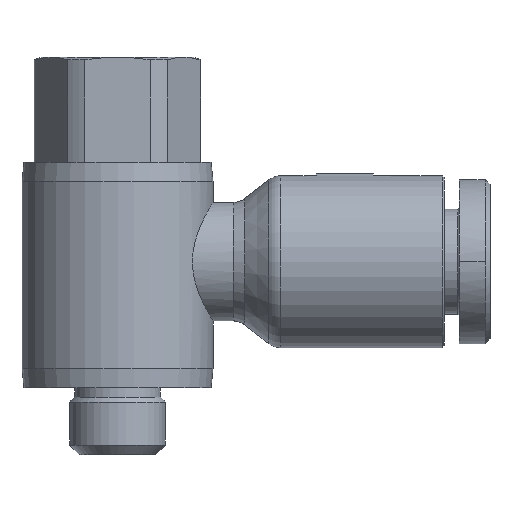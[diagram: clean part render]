
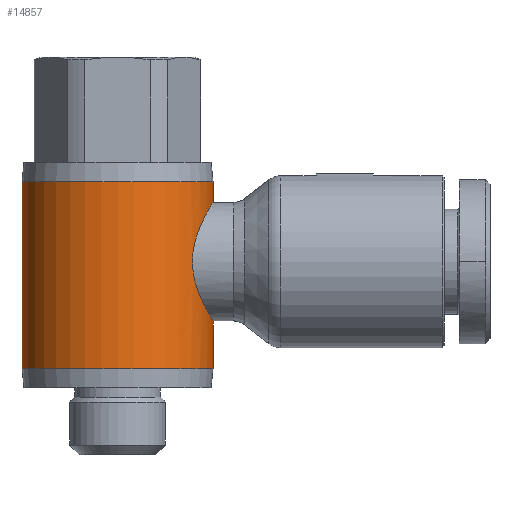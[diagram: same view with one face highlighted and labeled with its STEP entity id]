
A CAD part, front view. The second image highlights one B-rep face of the part: STEP entity #14857.
In plain terms, the highlighted cylindrical face has radius 5 mm (diameter 10 mm), a partial arc.
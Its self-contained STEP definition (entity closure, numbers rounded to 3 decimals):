
#259=CARTESIAN_POINT('',(-8.1,0.,3.1));
#260=VERTEX_POINT('',#259);
#276=CARTESIAN_POINT('',(-8.1,0.,-3.1));
#277=VERTEX_POINT('',#276);
#439=CARTESIAN_POINT('',(-8.1,0.,4.2));
#440=VERTEX_POINT('',#439);
#449=CARTESIAN_POINT('',(1.9,0.,4.2));
#450=VERTEX_POINT('',#449);
#483=CARTESIAN_POINT('',(-8.1,0.,-5.6));
#484=VERTEX_POINT('',#483);
#500=CARTESIAN_POINT('',(1.9,0.,-5.6));
#501=VERTEX_POINT('',#500);
#523=CARTESIAN_POINT('',(-8.1,0.,-5.6));
#524=DIRECTION('',(0.0,0.0,1.0));
#525=VECTOR('',#524,2.5);
#526=LINE('',#523,#525);
#527=EDGE_CURVE('',#484,#277,#526,.T.);
#530=CARTESIAN_POINT('',(1.9,0.,4.2));
#531=DIRECTION('',(0.0,0.0,-1.0));
#532=VECTOR('',#531,9.8);
#533=LINE('',#530,#532);
#534=EDGE_CURVE('',#450,#501,#533,.T.);
#537=CARTESIAN_POINT('',(-8.1,0.,3.1));
#538=DIRECTION('',(0.0,0.0,1.0));
#539=VECTOR('',#538,1.1);
#540=LINE('',#537,#539);
#541=EDGE_CURVE('',#260,#440,#540,.T.);
#14789=CARTESIAN_POINT('',(-3.1,0.,-0.7));
#14790=DIRECTION('',(0.,0.,1.0));
#14791=DIRECTION('',(-1.0,0.0,0.0));
#14792=AXIS2_PLACEMENT_3D('',#14789,#14790,#14791);
#14793=CYLINDRICAL_SURFACE('',#14792,5.);
#14794=ORIENTED_EDGE('',*,*,#527,.T.);
#14795=CARTESIAN_POINT('',(-7.023,3.1,0.));
#14796=VERTEX_POINT('',#14795);
#14797=CARTESIAN_POINT('',(-7.023,3.1,0.));
#14798=CARTESIAN_POINT('',(-7.023,3.1,-0.202));
#14799=CARTESIAN_POINT('',(-7.039,3.08,-0.408));
#14800=CARTESIAN_POINT('',(-7.101,2.999,-0.813));
#14801=CARTESIAN_POINT('',(-7.148,2.937,-1.013));
#14802=CARTESIAN_POINT('',(-7.259,2.778,-1.392));
#14803=CARTESIAN_POINT('',(-7.323,2.679,-1.572));
#14804=CARTESIAN_POINT('',(-7.458,2.454,-1.905));
#14805=CARTESIAN_POINT('',(-7.528,2.327,-2.057));
#14806=CARTESIAN_POINT('',(-7.659,2.058,-2.326));
#14807=CARTESIAN_POINT('',(-7.726,1.906,-2.453));
#14808=CARTESIAN_POINT('',(-7.849,1.573,-2.679));
#14809=CARTESIAN_POINT('',(-7.906,1.392,-2.777));
#14810=CARTESIAN_POINT('',(-8.,1.012,-2.937));
#14811=CARTESIAN_POINT('',(-8.038,0.812,-2.999));
#14812=CARTESIAN_POINT('',(-8.088,0.406,-3.08));
#14813=CARTESIAN_POINT('',(-8.1,0.201,-3.1));
#14814=CARTESIAN_POINT('',(-8.1,0.,-3.1));
#14815=B_SPLINE_CURVE_WITH_KNOTS('',3,(#14797,#14798,#14799,#14800,#14801,#14802,#14803,#14804,#14805,#14806,#14807,#14808,#14809,#14810,#14811,#14812,#14813,#14814),.UNSPECIFIED.,.F.,.U.,(4,2,2,2,2,2,2,2,4),(0.0,0.606,1.212,1.819,2.425,3.027,3.628,4.23,4.832),.UNSPECIFIED.);
#14816=EDGE_CURVE('',#14796,#277,#14815,.T.);
#14817=ORIENTED_EDGE('',*,*,#14816,.F.);
#14818=CARTESIAN_POINT('',(-8.1,0.,3.1));
#14819=CARTESIAN_POINT('',(-8.1,0.201,3.1));
#14820=CARTESIAN_POINT('',(-8.088,0.406,3.08));
#14821=CARTESIAN_POINT('',(-8.038,0.812,2.999));
#14822=CARTESIAN_POINT('',(-8.,1.012,2.937));
#14823=CARTESIAN_POINT('',(-7.906,1.392,2.777));
#14824=CARTESIAN_POINT('',(-7.849,1.573,2.679));
#14825=CARTESIAN_POINT('',(-7.726,1.906,2.453));
#14826=CARTESIAN_POINT('',(-7.659,2.058,2.326));
#14827=CARTESIAN_POINT('',(-7.528,2.327,2.057));
#14828=CARTESIAN_POINT('',(-7.458,2.454,1.905));
#14829=CARTESIAN_POINT('',(-7.323,2.679,1.572));
#14830=CARTESIAN_POINT('',(-7.259,2.778,1.392));
#14831=CARTESIAN_POINT('',(-7.148,2.937,1.013));
#14832=CARTESIAN_POINT('',(-7.101,2.999,0.813));
#14833=CARTESIAN_POINT('',(-7.039,3.08,0.408));
#14834=CARTESIAN_POINT('',(-7.023,3.1,0.202));
#14835=CARTESIAN_POINT('',(-7.023,3.1,0.));
#14836=B_SPLINE_CURVE_WITH_KNOTS('',3,(#14818,#14819,#14820,#14821,#14822,#14823,#14824,#14825,#14826,#14827,#14828,#14829,#14830,#14831,#14832,#14833,#14834,#14835),.UNSPECIFIED.,.F.,.U.,(4,2,2,2,2,2,2,2,4),(14.495,15.096,15.698,16.3,16.901,17.507,18.114,18.72,19.326),.UNSPECIFIED.);
#14837=EDGE_CURVE('',#260,#14796,#14836,.T.);
#14838=ORIENTED_EDGE('',*,*,#14837,.F.);
#14839=ORIENTED_EDGE('',*,*,#541,.T.);
#14840=CARTESIAN_POINT('',(-3.1,0.,4.2));
#14841=DIRECTION('',(0.0,0.0,1.0));
#14842=DIRECTION('',(-1.0,0.0,0.0));
#14843=AXIS2_PLACEMENT_3D('',#14840,#14841,#14842);
#14844=CIRCLE('',#14843,5.);
#14845=EDGE_CURVE('',#450,#440,#14844,.T.);
#14846=ORIENTED_EDGE('',*,*,#14845,.F.);
#14847=ORIENTED_EDGE('',*,*,#534,.T.);
#14848=CARTESIAN_POINT('',(-3.1,0.,-5.6));
#14849=DIRECTION('',(0.0,0.0,1.0));
#14850=DIRECTION('',(-1.0,0.0,0.0));
#14851=AXIS2_PLACEMENT_3D('',#14848,#14849,#14850);
#14852=CIRCLE('',#14851,5.);
#14853=EDGE_CURVE('',#501,#484,#14852,.T.);
#14854=ORIENTED_EDGE('',*,*,#14853,.T.);
#14855=EDGE_LOOP('',(#14794,#14817,#14838,#14839,#14846,#14847,#14854));
#14856=FACE_OUTER_BOUND('',#14855,.T.);
#14857=ADVANCED_FACE('',(#14856),#14793,.T.);
